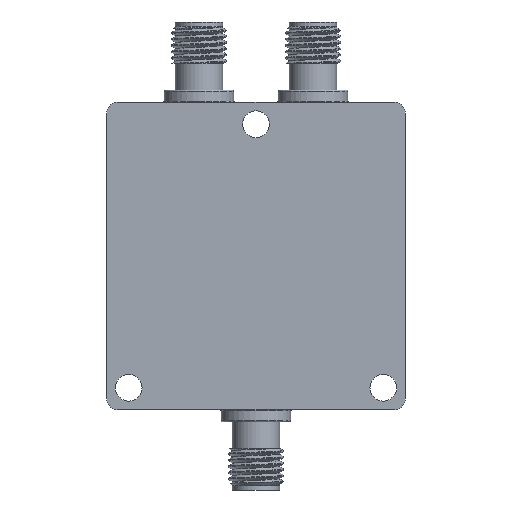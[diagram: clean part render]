
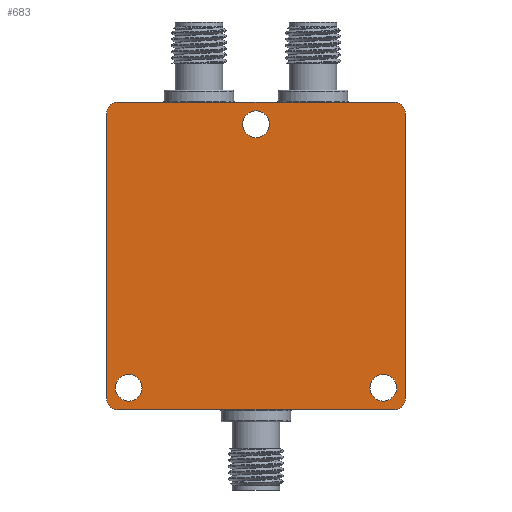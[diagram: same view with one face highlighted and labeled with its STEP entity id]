
A CAD part, front view. The second image highlights one B-rep face of the part: STEP entity #683.
In plain terms, the highlighted planar face has unit normal (0, -1, 0).
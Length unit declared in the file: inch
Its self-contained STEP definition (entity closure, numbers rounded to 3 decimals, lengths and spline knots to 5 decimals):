
#14 = CARTESIAN_POINT ( 'NONE',  ( 0.66929, -0.19685, -0.63898 ) ) ;
#354 = EDGE_CURVE ( 'NONE', #5824, #483, #7083, .T. ) ;
#483 = VERTEX_POINT ( 'NONE', #14 ) ;
#635 = AXIS2_PLACEMENT_3D ( 'NONE', #13519, #652, #4009 ) ;
#652 = DIRECTION ( 'NONE',  ( 0., -1., 0. ) ) ;
#683 = ADVANCED_FACE ( 'NONE', ( #17287, #4111, #10039, #16512 ), #19866, .T. ) ;
#703 = AXIS2_PLACEMENT_3D ( 'NONE', #10363, #2529, #4122 ) ;
#1102 = CARTESIAN_POINT ( 'NONE',  ( 0., -0.19685, 0.65055 ) ) ;
#1442 = AXIS2_PLACEMENT_3D ( 'NONE', #4103, #7003, #11970 ) ;
#1448 = ORIENTED_EDGE ( 'NONE', *, *, #11967, .F. ) ;
#1587 = CARTESIAN_POINT ( 'NONE',  ( -0.66929, -0.19685, 0.68898 ) ) ;
#2529 = DIRECTION ( 'NONE',  ( 0., 1., 0. ) ) ;
#2887 = VECTOR ( 'NONE', #13971, 39.37008 ) ;
#2897 = CARTESIAN_POINT ( 'NONE',  ( 0.61929, -0.19685, 0.68898 ) ) ;
#3127 = CARTESIAN_POINT ( 'NONE',  ( -0.57087, -0.19685, -0.65055 ) ) ;
#3521 = CARTESIAN_POINT ( 'NONE',  ( -0.66929, -0.19685, 0.63898 ) ) ;
#3686 = EDGE_CURVE ( 'NONE', #7382, #12794, #5056, .T. ) ;
#3794 = CARTESIAN_POINT ( 'NONE',  ( -0.66929, -0.19685, -0.68898 ) ) ;
#3995 = LINE ( 'NONE', #1587, #5963 ) ;
#4009 = DIRECTION ( 'NONE',  ( 0., 0., -1. ) ) ;
#4103 = CARTESIAN_POINT ( 'NONE',  ( -0.57087, -0.19685, -0.59055 ) ) ;
#4111 = FACE_BOUND ( 'NONE', #5622, .T. ) ;
#4122 = DIRECTION ( 'NONE',  ( 0., 0., 1. ) ) ;
#4926 = CARTESIAN_POINT ( 'NONE',  ( 0.57087, -0.19685, -0.53055 ) ) ;
#5008 = ORIENTED_EDGE ( 'NONE', *, *, #16752, .T. ) ;
#5056 = CIRCLE ( 'NONE', #1442, 0.06 ) ;
#5174 = VECTOR ( 'NONE', #16485, 39.37008 ) ;
#5418 = DIRECTION ( 'NONE',  ( 0., 0., 1. ) ) ;
#5622 = EDGE_LOOP ( 'NONE', ( #5008, #12344 ) ) ;
#5804 = DIRECTION ( 'NONE',  ( 0., 0., -1. ) ) ;
#5824 = VERTEX_POINT ( 'NONE', #8730 ) ;
#5963 = VECTOR ( 'NONE', #14281, 39.37008 ) ;
#6079 = CARTESIAN_POINT ( 'NONE',  ( -0.66929, -0.19685, -0.63898 ) ) ;
#6287 = LINE ( 'NONE', #18035, #13007 ) ;
#7003 = DIRECTION ( 'NONE',  ( 0., 1., 0. ) ) ;
#7064 = DIRECTION ( 'NONE',  ( 0., 1., 0. ) ) ;
#7079 = AXIS2_PLACEMENT_3D ( 'NONE', #19735, #7064, #11612 ) ;
#7083 = LINE ( 'NONE', #18220, #2887 ) ;
#7175 = CIRCLE ( 'NONE', #8892, 0.06 ) ;
#7382 = VERTEX_POINT ( 'NONE', #3127 ) ;
#7537 = CARTESIAN_POINT ( 'NONE',  ( 0.61929, -0.19685, -0.63898 ) ) ;
#7615 = CARTESIAN_POINT ( 'NONE',  ( -0.61929, -0.19685, 0.63898 ) ) ;
#7825 = CARTESIAN_POINT ( 'NONE',  ( 0., -0.19685, 0.59055 ) ) ;
#8054 = VERTEX_POINT ( 'NONE', #1102 ) ;
#8163 = CARTESIAN_POINT ( 'NONE',  ( -0.61929, -0.19685, -0.68898 ) ) ;
#8289 = VERTEX_POINT ( 'NONE', #8163 ) ;
#8334 = EDGE_CURVE ( 'NONE', #8054, #13509, #10977, .T. ) ;
#8498 = CARTESIAN_POINT ( 'NONE',  ( 0.61929, -0.19685, 0.63898 ) ) ;
#8650 = EDGE_CURVE ( 'NONE', #10852, #14428, #10459, .T. ) ;
#8730 = CARTESIAN_POINT ( 'NONE',  ( 0.66929, -0.19685, 0.63898 ) ) ;
#8856 = AXIS2_PLACEMENT_3D ( 'NONE', #9621, #16233, #16177 ) ;
#8892 = AXIS2_PLACEMENT_3D ( 'NONE', #7825, #14299, #18976 ) ;
#9114 = DIRECTION ( 'NONE',  ( 0., 0., -1. ) ) ;
#9198 = EDGE_CURVE ( 'NONE', #10852, #20553, #3995, .T. ) ;
#9339 = ORIENTED_EDGE ( 'NONE', *, *, #18724, .T. ) ;
#9501 = ORIENTED_EDGE ( 'NONE', *, *, #18132, .F. ) ;
#9621 = CARTESIAN_POINT ( 'NONE',  ( 0., -0.19685, 0.59055 ) ) ;
#9975 = EDGE_CURVE ( 'NONE', #12794, #7382, #18658, .T. ) ;
#10039 = FACE_BOUND ( 'NONE', #10073, .T. ) ;
#10073 = EDGE_LOOP ( 'NONE', ( #18592, #10810 ) ) ;
#10299 = ORIENTED_EDGE ( 'NONE', *, *, #19030, .T. ) ;
#10363 = CARTESIAN_POINT ( 'NONE',  ( 0.57087, -0.19685, -0.59055 ) ) ;
#10382 = AXIS2_PLACEMENT_3D ( 'NONE', #20081, #18325, #10589 ) ;
#10459 = CIRCLE ( 'NONE', #13167, 0.05 ) ;
#10589 = DIRECTION ( 'NONE',  ( 0., 0., -1. ) ) ;
#10810 = ORIENTED_EDGE ( 'NONE', *, *, #19852, .T. ) ;
#10852 = VERTEX_POINT ( 'NONE', #15897 ) ;
#10977 = CIRCLE ( 'NONE', #8856, 0.06 ) ;
#11207 = CARTESIAN_POINT ( 'NONE',  ( 0.61929, -0.19685, -0.68898 ) ) ;
#11342 = ORIENTED_EDGE ( 'NONE', *, *, #9975, .T. ) ;
#11455 = VERTEX_POINT ( 'NONE', #16654 ) ;
#11594 = VERTEX_POINT ( 'NONE', #6079 ) ;
#11599 = EDGE_CURVE ( 'NONE', #17115, #483, #19860, .T. ) ;
#11612 = DIRECTION ( 'NONE',  ( 0., 0., 1. ) ) ;
#11671 = CARTESIAN_POINT ( 'NONE',  ( -0.57087, -0.19685, -0.53055 ) ) ;
#11867 = AXIS2_PLACEMENT_3D ( 'NONE', #8498, #17926, #13147 ) ;
#11967 = EDGE_CURVE ( 'NONE', #17115, #8289, #17616, .T. ) ;
#11970 = DIRECTION ( 'NONE',  ( 0., 0., 1. ) ) ;
#12216 = CIRCLE ( 'NONE', #11867, 0.05 ) ;
#12344 = ORIENTED_EDGE ( 'NONE', *, *, #15599, .T. ) ;
#12573 = CIRCLE ( 'NONE', #703, 0.06 ) ;
#12794 = VERTEX_POINT ( 'NONE', #11671 ) ;
#13007 = VECTOR ( 'NONE', #5418, 39.37008 ) ;
#13147 = DIRECTION ( 'NONE',  ( 0., 0., -1. ) ) ;
#13167 = AXIS2_PLACEMENT_3D ( 'NONE', #7615, #18621, #9114 ) ;
#13509 = VERTEX_POINT ( 'NONE', #16290 ) ;
#13519 = CARTESIAN_POINT ( 'NONE',  ( 0., -0.19685, 0. ) ) ;
#13858 = EDGE_LOOP ( 'NONE', ( #16037, #10299, #16651, #14683, #9501, #9339, #1448, #18002 ) ) ;
#13971 = DIRECTION ( 'NONE',  ( 0., 0., -1. ) ) ;
#14011 = DIRECTION ( 'NONE',  ( 0., -1., 0. ) ) ;
#14281 = DIRECTION ( 'NONE',  ( 1., 0., 0. ) ) ;
#14299 = DIRECTION ( 'NONE',  ( 0., 1., 0. ) ) ;
#14428 = VERTEX_POINT ( 'NONE', #3521 ) ;
#14525 = DIRECTION ( 'NONE',  ( 0., 1., 0. ) ) ;
#14584 = EDGE_LOOP ( 'NONE', ( #11342, #16490 ) ) ;
#14683 = ORIENTED_EDGE ( 'NONE', *, *, #8650, .T. ) ;
#15599 = EDGE_CURVE ( 'NONE', #11455, #15918, #19790, .T. ) ;
#15897 = CARTESIAN_POINT ( 'NONE',  ( -0.61929, -0.19685, 0.68898 ) ) ;
#15918 = VERTEX_POINT ( 'NONE', #4926 ) ;
#15962 = CIRCLE ( 'NONE', #10382, 0.05 ) ;
#16037 = ORIENTED_EDGE ( 'NONE', *, *, #354, .F. ) ;
#16177 = DIRECTION ( 'NONE',  ( 0., 0., 1. ) ) ;
#16233 = DIRECTION ( 'NONE',  ( 0., 1., 0. ) ) ;
#16255 = CARTESIAN_POINT ( 'NONE',  ( 0.57087, -0.19685, -0.59055 ) ) ;
#16290 = CARTESIAN_POINT ( 'NONE',  ( 0., -0.19685, 0.53055 ) ) ;
#16485 = DIRECTION ( 'NONE',  ( -1., 0., 0. ) ) ;
#16490 = ORIENTED_EDGE ( 'NONE', *, *, #3686, .T. ) ;
#16512 = FACE_OUTER_BOUND ( 'NONE', #13858, .T. ) ;
#16651 = ORIENTED_EDGE ( 'NONE', *, *, #9198, .F. ) ;
#16654 = CARTESIAN_POINT ( 'NONE',  ( 0.57087, -0.19685, -0.65055 ) ) ;
#16752 = EDGE_CURVE ( 'NONE', #15918, #11455, #12573, .T. ) ;
#17115 = VERTEX_POINT ( 'NONE', #11207 ) ;
#17287 = FACE_BOUND ( 'NONE', #14584, .T. ) ;
#17616 = LINE ( 'NONE', #3794, #5174 ) ;
#17641 = AXIS2_PLACEMENT_3D ( 'NONE', #7537, #14011, #5804 ) ;
#17926 = DIRECTION ( 'NONE',  ( 0., -1., 0. ) ) ;
#18002 = ORIENTED_EDGE ( 'NONE', *, *, #11599, .T. ) ;
#18035 = CARTESIAN_POINT ( 'NONE',  ( -0.66929, -0.19685, 0.68898 ) ) ;
#18132 = EDGE_CURVE ( 'NONE', #11594, #14428, #6287, .T. ) ;
#18220 = CARTESIAN_POINT ( 'NONE',  ( 0.66929, -0.19685, 0.68898 ) ) ;
#18325 = DIRECTION ( 'NONE',  ( 0., -1., 0. ) ) ;
#18592 = ORIENTED_EDGE ( 'NONE', *, *, #8334, .T. ) ;
#18621 = DIRECTION ( 'NONE',  ( 0., -1., 0. ) ) ;
#18658 = CIRCLE ( 'NONE', #7079, 0.06 ) ;
#18724 = EDGE_CURVE ( 'NONE', #11594, #8289, #15962, .T. ) ;
#18976 = DIRECTION ( 'NONE',  ( 0., 0., 1. ) ) ;
#19030 = EDGE_CURVE ( 'NONE', #5824, #20553, #12216, .T. ) ;
#19469 = DIRECTION ( 'NONE',  ( 0., 0., 1. ) ) ;
#19735 = CARTESIAN_POINT ( 'NONE',  ( -0.57087, -0.19685, -0.59055 ) ) ;
#19790 = CIRCLE ( 'NONE', #20093, 0.06 ) ;
#19852 = EDGE_CURVE ( 'NONE', #13509, #8054, #7175, .T. ) ;
#19860 = CIRCLE ( 'NONE', #17641, 0.05 ) ;
#19866 = PLANE ( 'NONE',  #635 ) ;
#20081 = CARTESIAN_POINT ( 'NONE',  ( -0.61929, -0.19685, -0.63898 ) ) ;
#20093 = AXIS2_PLACEMENT_3D ( 'NONE', #16255, #14525, #19469 ) ;
#20553 = VERTEX_POINT ( 'NONE', #2897 ) ;
